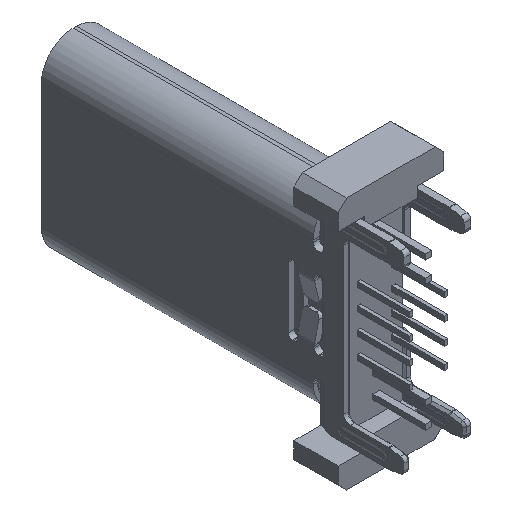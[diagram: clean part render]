
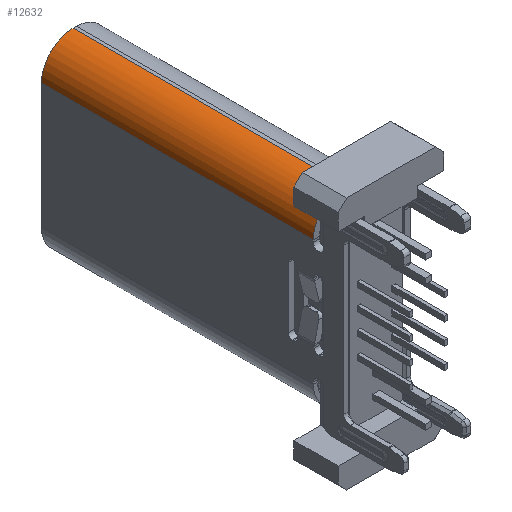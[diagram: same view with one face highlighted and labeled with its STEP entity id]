
A CAD part, isometric view. The second image highlights one B-rep face of the part: STEP entity #12632.
In plain terms, the highlighted cylindrical face has radius 1.5 mm (diameter 3 mm), a partial arc.
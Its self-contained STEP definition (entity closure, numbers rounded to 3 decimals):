
#554=CARTESIAN_POINT('',(0.12,-3.575,9.47));
#555=DIRECTION('',(0.,-1.,0.));
#556=DIRECTION('',(0.,0.,1.));
#557=AXIS2_PLACEMENT_3D('',#554,#555,#556);
#2312=CARTESIAN_POINT('',(0.12,9.325,9.47));
#2313=DIRECTION('',(0.,1.,0.));
#2314=DIRECTION('',(-1.,0.,0.));
#2315=AXIS2_PLACEMENT_3D('',#2312,#2313,#2314);
#2386=DIRECTION('',(0.,-1.,0.));
#2387=VECTOR('',#2386,12.9);
#2388=CARTESIAN_POINT('',(0.12,9.325,10.97));
#2389=LINE('',#2388,#2387);
#2390=CARTESIAN_POINT('',(0.12,-3.575,9.47));
#2391=DIRECTION('',(0.,-1.,0.));
#2392=DIRECTION('',(-0.78,0.,0.626));
#2393=AXIS2_PLACEMENT_3D('',#2390,#2391,#2392);
#2395=DIRECTION('',(0.,-1.,0.));
#2396=VECTOR('',#2395,12.9);
#2397=CARTESIAN_POINT('',(-1.38,9.325,9.47));
#2398=LINE('',#2397,#2396);
#7620=CARTESIAN_POINT('',(0.12,9.325,10.97));
#7621=VERTEX_POINT('',#7620);
#7622=CARTESIAN_POINT('',(-1.38,9.325,9.47));
#7623=VERTEX_POINT('',#7622);
#7638=CARTESIAN_POINT('',(-1.38,-3.575,9.47));
#7639=VERTEX_POINT('',#7638);
#8621=CARTESIAN_POINT('',(-1.05,-3.575,10.409));
#8623=VERTEX_POINT('',#8621);
#8643=CARTESIAN_POINT('',(0.12,-3.575,10.97));
#8644=VERTEX_POINT('',#8643);
#12619=CARTESIAN_POINT('',(0.12,9.325,9.47));
#12620=DIRECTION('',(0.,-1.,0.));
#12621=DIRECTION('',(0.,0.,-1.));
#12622=AXIS2_PLACEMENT_3D('',#12619,#12620,#12621);
#12623=CYLINDRICAL_SURFACE('',#12622,1.5);
#12624=ORIENTED_EDGE('',*,*,#9998,.T.);
#12626=ORIENTED_EDGE('',*,*,#12625,.T.);
#12627=ORIENTED_EDGE('',*,*,#12086,.F.);
#12628=ORIENTED_EDGE('',*,*,#12420,.T.);
#12629=ORIENTED_EDGE('',*,*,#12605,.T.);
#12630=EDGE_LOOP('',(#12624,#12626,#12627,#12628,#12629));
#12631=FACE_OUTER_BOUND('',#12630,.F.);
#558=CIRCLE('',#557,1.5);
#2316=CIRCLE('',#2315,1.5);
#2394=CIRCLE('',#2393,1.5);
#9998=EDGE_CURVE('',#8644,#8623,#558,.T.);
#12086=EDGE_CURVE('',#7623,#7639,#2398,.T.);
#12420=EDGE_CURVE('',#7623,#7621,#2316,.T.);
#12605=EDGE_CURVE('',#7621,#8644,#2389,.T.);
#12625=EDGE_CURVE('',#8623,#7639,#2394,.T.);
#12632=ADVANCED_FACE('',(#12631),#12623,.T.);
